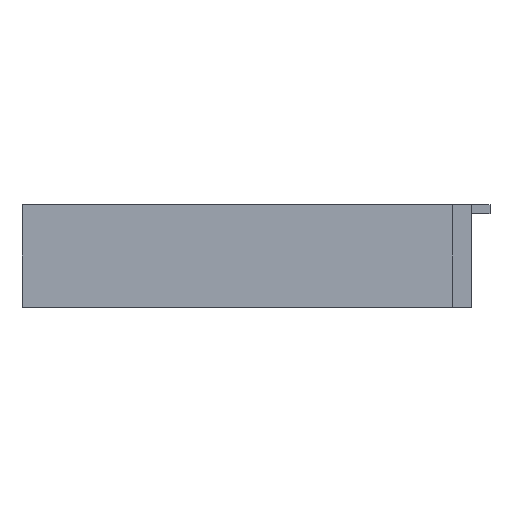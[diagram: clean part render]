
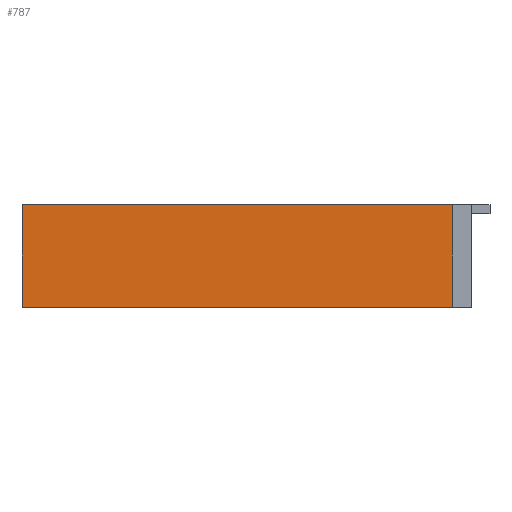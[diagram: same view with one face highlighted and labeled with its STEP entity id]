
A CAD part, left-side view. The second image highlights one B-rep face of the part: STEP entity #787.
In plain terms, the highlighted planar face has unit normal (-1, 0, 0).
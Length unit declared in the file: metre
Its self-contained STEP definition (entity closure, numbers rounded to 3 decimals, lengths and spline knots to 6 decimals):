
#70 = VERTEX_POINT ( 'NONE', #1115 ) ;
#79 = CARTESIAN_POINT ( 'NONE',  ( 0.084707, 0.117613, 0.05 ) ) ;
#115 = ORIENTED_EDGE ( 'NONE', *, *, #1073, .T. ) ;
#129 = CARTESIAN_POINT ( 'NONE',  ( 0.084707, 0.117613, 0. ) ) ;
#142 = EDGE_LOOP ( 'NONE', ( #337, #818, #183, #115 ) ) ;
#168 = DIRECTION ( 'NONE',  ( 0., -1., 0. ) ) ;
#183 = ORIENTED_EDGE ( 'NONE', *, *, #1249, .F. ) ;
#249 = VECTOR ( 'NONE', #168, 1. ) ;
#253 = DIRECTION ( 'NONE',  ( 0., 0., -1. ) ) ;
#337 = ORIENTED_EDGE ( 'NONE', *, *, #803, .T. ) ;
#373 = CARTESIAN_POINT ( 'NONE',  ( 0.084707, -0.112387, 0. ) ) ;
#460 = VERTEX_POINT ( 'NONE', #373 ) ;
#485 = FACE_OUTER_BOUND ( 'NONE', #142, .T. ) ;
#594 = DIRECTION ( 'NONE',  ( 0., -1., 0. ) ) ;
#670 = CARTESIAN_POINT ( 'NONE',  ( 0.084707, 0.117613, 0.05 ) ) ;
#700 = CARTESIAN_POINT ( 'NONE',  ( 0.084707, 0.117613, 0.055 ) ) ;
#783 = DIRECTION ( 'NONE',  ( 1., 0., 0. ) ) ;
#787 = ADVANCED_FACE ( 'NONE', ( #485 ), #1279, .F. ) ;
#803 = EDGE_CURVE ( 'NONE', #1303, #460, #873, .T. ) ;
#818 = ORIENTED_EDGE ( 'NONE', *, *, #897, .F. ) ;
#862 = VECTOR ( 'NONE', #1075, 1. ) ;
#873 = LINE ( 'NONE', #1082, #249 ) ;
#897 = EDGE_CURVE ( 'NONE', #1272, #460, #1236, .T. ) ;
#987 = DIRECTION ( 'NONE',  ( 0., 1., 0. ) ) ;
#1013 = AXIS2_PLACEMENT_3D ( 'NONE', #670, #783, #987 ) ;
#1031 = CARTESIAN_POINT ( 'NONE',  ( 0.084707, -0.112387, 0.055 ) ) ;
#1073 = EDGE_CURVE ( 'NONE', #70, #1303, #1259, .T. ) ;
#1075 = DIRECTION ( 'NONE',  ( 0., 0., -1. ) ) ;
#1082 = CARTESIAN_POINT ( 'NONE',  ( 0.084707, 0.117613, 0. ) ) ;
#1115 = CARTESIAN_POINT ( 'NONE',  ( 0.084707, 0.117613, 0.055 ) ) ;
#1141 = VECTOR ( 'NONE', #253, 1. ) ;
#1160 = CARTESIAN_POINT ( 'NONE',  ( 0.084707, -0.112387, 0.05 ) ) ;
#1199 = LINE ( 'NONE', #700, #1214 ) ;
#1214 = VECTOR ( 'NONE', #594, 1. ) ;
#1236 = LINE ( 'NONE', #1160, #1141 ) ;
#1249 = EDGE_CURVE ( 'NONE', #70, #1272, #1199, .T. ) ;
#1259 = LINE ( 'NONE', #79, #862 ) ;
#1272 = VERTEX_POINT ( 'NONE', #1031 ) ;
#1279 = PLANE ( 'NONE',  #1013 ) ;
#1303 = VERTEX_POINT ( 'NONE', #129 ) ;
